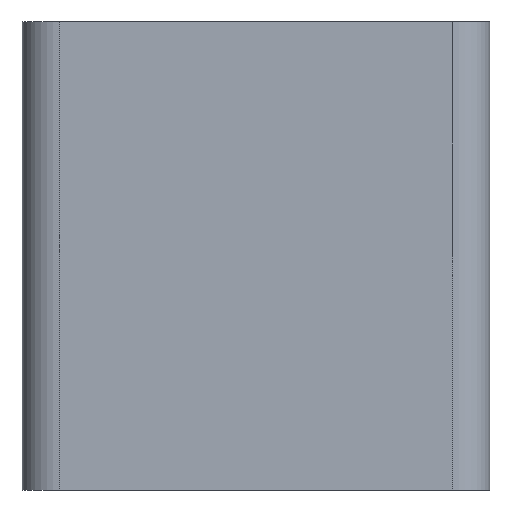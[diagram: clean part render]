
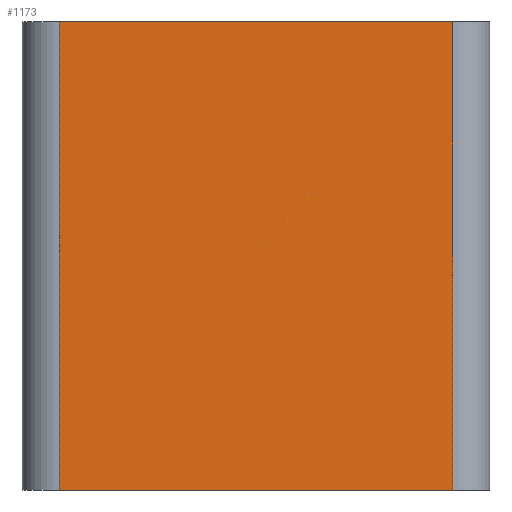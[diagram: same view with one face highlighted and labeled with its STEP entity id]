
A CAD part, left-side view. The second image highlights one B-rep face of the part: STEP entity #1173.
In plain terms, the highlighted planar face has unit normal (-1, 0, 0).
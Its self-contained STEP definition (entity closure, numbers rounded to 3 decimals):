
#89 = CARTESIAN_POINT ( 'NONE',  ( -30., 4., 25. ) ) ;
#98 = DIRECTION ( 'NONE',  ( 0., -1., 0. ) ) ;
#100 = CARTESIAN_POINT ( 'NONE',  ( -30., 4., -25. ) ) ;
#109 = LINE ( 'NONE', #100, #953 ) ;
#116 = LINE ( 'NONE', #89, #960 ) ;
#155 = DIRECTION ( 'NONE',  ( 0., 0., -1. ) ) ;
#164 = DIRECTION ( 'NONE',  ( 1., 0., 0. ) ) ;
#165 = CARTESIAN_POINT ( 'NONE',  ( -30., 4., 25. ) ) ;
#166 = PLANE ( 'NONE',  #1891 ) ;
#176 = FACE_OUTER_BOUND ( 'NONE', #1543, .T. ) ;
#251 = VECTOR ( 'NONE', #1489, 1000. ) ;
#336 = CARTESIAN_POINT ( 'NONE',  ( -30., 4., -25. ) ) ;
#377 = CARTESIAN_POINT ( 'NONE',  ( -30., 46., 25. ) ) ;
#379 = CARTESIAN_POINT ( 'NONE',  ( -30., 4., 25. ) ) ;
#395 = CARTESIAN_POINT ( 'NONE',  ( -30., 46., -25. ) ) ;
#622 = DIRECTION ( 'NONE',  ( 0., -1., 0. ) ) ;
#795 = VERTEX_POINT ( 'NONE', #336 ) ;
#796 = VERTEX_POINT ( 'NONE', #395 ) ;
#827 = VERTEX_POINT ( 'NONE', #377 ) ;
#829 = VERTEX_POINT ( 'NONE', #379 ) ;
#953 = VECTOR ( 'NONE', #98, 1000. ) ;
#960 = VECTOR ( 'NONE', #622, 1000. ) ;
#1071 = LINE ( 'NONE', #1090, #1799 ) ;
#1090 = CARTESIAN_POINT ( 'NONE',  ( -30., 46., 25. ) ) ;
#1091 = DIRECTION ( 'NONE',  ( 0., 0., -1. ) ) ;
#1147 = EDGE_CURVE ( 'NONE', #796, #795, #109, .T. ) ;
#1148 = EDGE_CURVE ( 'NONE', #827, #829, #116, .T. ) ;
#1173 = ADVANCED_FACE ( 'NONE', ( #176 ), #166, .F. ) ;
#1231 = EDGE_CURVE ( 'NONE', #829, #795, #1487, .T. ) ;
#1264 = EDGE_CURVE ( 'NONE', #827, #796, #1071, .T. ) ;
#1487 = LINE ( 'NONE', #1488, #251 ) ;
#1488 = CARTESIAN_POINT ( 'NONE',  ( -30., 4., 25. ) ) ;
#1489 = DIRECTION ( 'NONE',  ( 0., 0., -1. ) ) ;
#1543 = EDGE_LOOP ( 'NONE', ( #1645, #1648, #1649, #1611 ) ) ;
#1611 = ORIENTED_EDGE ( 'NONE', *, *, #1264, .T. ) ;
#1645 = ORIENTED_EDGE ( 'NONE', *, *, #1147, .T. ) ;
#1648 = ORIENTED_EDGE ( 'NONE', *, *, #1231, .F. ) ;
#1649 = ORIENTED_EDGE ( 'NONE', *, *, #1148, .F. ) ;
#1799 = VECTOR ( 'NONE', #1091, 1000. ) ;
#1891 = AXIS2_PLACEMENT_3D ( 'NONE', #165, #164, #155 ) ;
